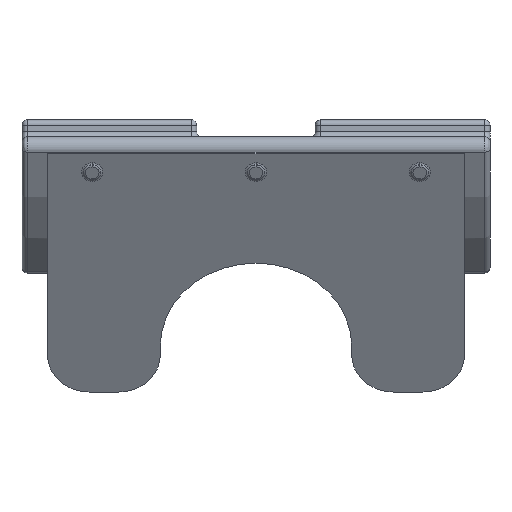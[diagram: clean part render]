
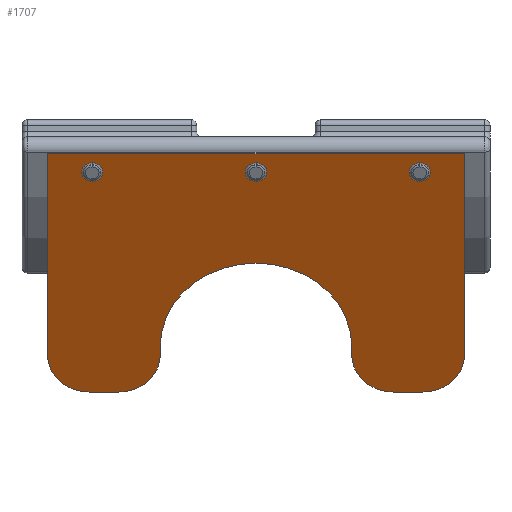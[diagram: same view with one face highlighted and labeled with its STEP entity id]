
A CAD part, front view. The second image highlights one B-rep face of the part: STEP entity #1707.
In plain terms, the highlighted planar face has unit normal (0, -0.866, -0.5).
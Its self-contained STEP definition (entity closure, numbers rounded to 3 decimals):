
#90=FACE_BOUND('',#447,.T.);
#91=FACE_BOUND('',#448,.T.);
#92=FACE_BOUND('',#449,.T.);
#94=PLANE('',#1858);
#123=LINE('',#2831,#220);
#124=LINE('',#2835,#221);
#125=LINE('',#2839,#222);
#126=LINE('',#2843,#223);
#127=LINE('',#2847,#224);
#128=LINE('',#2851,#225);
#129=LINE('',#2852,#226);
#220=VECTOR('',#2185,1000.);
#221=VECTOR('',#2188,1000.);
#222=VECTOR('',#2191,1000.);
#223=VECTOR('',#2194,1000.);
#224=VECTOR('',#2197,1000.);
#225=VECTOR('',#2200,1000.);
#226=VECTOR('',#2201,1000.);
#326=FACE_OUTER_BOUND('',#446,.T.);
#446=EDGE_LOOP('',(#1175,#1176,#1177,#1178,#1179,#1180,#1181,#1182,#1183,
#1184,#1185,#1186));
#447=EDGE_LOOP('',(#1187,#1188));
#448=EDGE_LOOP('',(#1189,#1190));
#449=EDGE_LOOP('',(#1191,#1192));
#573=CIRCLE('',#1838,0.502);
#577=CIRCLE('',#1843,0.502);
#581=CIRCLE('',#1848,0.502);
#588=CIRCLE('',#1859,2.);
#589=CIRCLE('',#1860,2.);
#590=CIRCLE('',#1861,4.5);
#591=CIRCLE('',#1862,2.);
#592=CIRCLE('',#1863,2.);
#593=CIRCLE('',#1864,0.502);
#594=CIRCLE('',#1865,0.502);
#595=CIRCLE('',#1866,0.502);
#735=VERTEX_POINT('',#2790);
#736=VERTEX_POINT('',#2791);
#739=VERTEX_POINT('',#2799);
#740=VERTEX_POINT('',#2800);
#743=VERTEX_POINT('',#2808);
#744=VERTEX_POINT('',#2809);
#747=VERTEX_POINT('',#2829);
#748=VERTEX_POINT('',#2830);
#749=VERTEX_POINT('',#2832);
#750=VERTEX_POINT('',#2834);
#751=VERTEX_POINT('',#2836);
#752=VERTEX_POINT('',#2838);
#753=VERTEX_POINT('',#2840);
#754=VERTEX_POINT('',#2842);
#755=VERTEX_POINT('',#2844);
#756=VERTEX_POINT('',#2846);
#757=VERTEX_POINT('',#2848);
#758=VERTEX_POINT('',#2850);
#886=EDGE_CURVE('',#735,#736,#573,.T.);
#890=EDGE_CURVE('',#739,#740,#577,.T.);
#894=EDGE_CURVE('',#743,#744,#581,.T.);
#907=EDGE_CURVE('',#747,#748,#123,.T.);
#908=EDGE_CURVE('',#748,#749,#588,.T.);
#909=EDGE_CURVE('',#750,#749,#124,.T.);
#910=EDGE_CURVE('',#750,#751,#589,.T.);
#911=EDGE_CURVE('',#751,#752,#125,.T.);
#912=EDGE_CURVE('',#752,#753,#590,.T.);
#913=EDGE_CURVE('',#753,#754,#126,.T.);
#914=EDGE_CURVE('',#754,#755,#591,.T.);
#915=EDGE_CURVE('',#756,#755,#127,.T.);
#916=EDGE_CURVE('',#756,#757,#592,.T.);
#917=EDGE_CURVE('',#758,#757,#128,.T.);
#918=EDGE_CURVE('',#758,#747,#129,.T.);
#919=EDGE_CURVE('',#744,#743,#593,.T.);
#920=EDGE_CURVE('',#740,#739,#594,.T.);
#921=EDGE_CURVE('',#736,#735,#595,.T.);
#1175=ORIENTED_EDGE('',*,*,#907,.T.);
#1176=ORIENTED_EDGE('',*,*,#908,.T.);
#1177=ORIENTED_EDGE('',*,*,#909,.F.);
#1178=ORIENTED_EDGE('',*,*,#910,.T.);
#1179=ORIENTED_EDGE('',*,*,#911,.T.);
#1180=ORIENTED_EDGE('',*,*,#912,.T.);
#1181=ORIENTED_EDGE('',*,*,#913,.T.);
#1182=ORIENTED_EDGE('',*,*,#914,.T.);
#1183=ORIENTED_EDGE('',*,*,#915,.F.);
#1184=ORIENTED_EDGE('',*,*,#916,.T.);
#1185=ORIENTED_EDGE('',*,*,#917,.F.);
#1186=ORIENTED_EDGE('',*,*,#918,.T.);
#1187=ORIENTED_EDGE('',*,*,#919,.T.);
#1188=ORIENTED_EDGE('',*,*,#894,.T.);
#1189=ORIENTED_EDGE('',*,*,#920,.T.);
#1190=ORIENTED_EDGE('',*,*,#890,.T.);
#1191=ORIENTED_EDGE('',*,*,#921,.T.);
#1192=ORIENTED_EDGE('',*,*,#886,.T.);
#1707=ADVANCED_FACE('',(#326,#90,#91,#92),#94,.F.);
#1838=AXIS2_PLACEMENT_3D('',#2792,#2137,#2138);
#1843=AXIS2_PLACEMENT_3D('',#2801,#2147,#2148);
#1848=AXIS2_PLACEMENT_3D('',#2810,#2157,#2158);
#1858=AXIS2_PLACEMENT_3D('',#2828,#2183,#2184);
#1859=AXIS2_PLACEMENT_3D('',#2833,#2186,#2187);
#1860=AXIS2_PLACEMENT_3D('',#2837,#2189,#2190);
#1861=AXIS2_PLACEMENT_3D('',#2841,#2192,#2193);
#1862=AXIS2_PLACEMENT_3D('',#2845,#2195,#2196);
#1863=AXIS2_PLACEMENT_3D('',#2849,#2198,#2199);
#1864=AXIS2_PLACEMENT_3D('',#2853,#2202,#2203);
#1865=AXIS2_PLACEMENT_3D('',#2854,#2204,#2205);
#1866=AXIS2_PLACEMENT_3D('',#2855,#2206,#2207);
#2137=DIRECTION('center_axis',(0.,0.866,0.5));
#2138=DIRECTION('ref_axis',(0.,-0.5,0.866));
#2147=DIRECTION('center_axis',(0.,0.866,0.5));
#2148=DIRECTION('ref_axis',(0.,-0.5,0.866));
#2157=DIRECTION('center_axis',(0.,0.866,0.5));
#2158=DIRECTION('ref_axis',(0.,-0.5,0.866));
#2183=DIRECTION('center_axis',(0.,0.866,0.5));
#2184=DIRECTION('ref_axis',(0.,-0.5,0.866));
#2185=DIRECTION('',(0.,0.5,-0.866));
#2186=DIRECTION('center_axis',(0.,-0.866,-0.5));
#2187=DIRECTION('ref_axis',(0.,-0.5,0.866));
#2188=DIRECTION('',(-1.,0.,0.));
#2189=DIRECTION('center_axis',(0.,-0.866,-0.5));
#2190=DIRECTION('ref_axis',(0.,-0.5,0.866));
#2191=DIRECTION('',(0.,-0.5,0.866));
#2192=DIRECTION('center_axis',(0.,0.866,0.5));
#2193=DIRECTION('ref_axis',(0.,-0.5,0.866));
#2194=DIRECTION('',(0.,0.5,-0.866));
#2195=DIRECTION('center_axis',(0.,-0.866,-0.5));
#2196=DIRECTION('ref_axis',(0.,-0.5,0.866));
#2197=DIRECTION('',(-1.,0.,0.));
#2198=DIRECTION('center_axis',(0.,-0.866,-0.5));
#2199=DIRECTION('ref_axis',(0.,-0.5,0.866));
#2200=DIRECTION('',(0.,0.5,-0.866));
#2201=DIRECTION('',(-1.,0.,0.));
#2202=DIRECTION('center_axis',(0.,0.866,0.5));
#2203=DIRECTION('ref_axis',(0.,-0.5,0.866));
#2204=DIRECTION('center_axis',(0.,0.866,0.5));
#2205=DIRECTION('ref_axis',(0.,-0.5,0.866));
#2206=DIRECTION('center_axis',(0.,0.866,0.5));
#2207=DIRECTION('ref_axis',(0.,-0.5,0.866));
#2790=CARTESIAN_POINT('',(-7.7,-6.138,0.71));
#2791=CARTESIAN_POINT('',(-7.7,-6.64,1.579));
#2792=CARTESIAN_POINT('Origin',(-7.7,-6.389,1.145));
#2799=CARTESIAN_POINT('',(0.,-6.138,0.71));
#2800=CARTESIAN_POINT('',(0.,-6.64,1.579));
#2801=CARTESIAN_POINT('Origin',(0.,-6.389,1.145));
#2808=CARTESIAN_POINT('',(7.7,-6.138,0.71));
#2809=CARTESIAN_POINT('',(7.7,-6.64,1.579));
#2810=CARTESIAN_POINT('Origin',(7.7,-6.389,1.145));
#2828=CARTESIAN_POINT('Origin',(9.8,-0.416,-9.2));
#2829=CARTESIAN_POINT('',(-9.8,-6.889,2.011));
#2830=CARTESIAN_POINT('',(-9.8,-1.416,-7.468));
#2831=CARTESIAN_POINT('',(-9.8,-0.416,-9.2));
#2832=CARTESIAN_POINT('',(-7.8,-0.416,-9.2));
#2833=CARTESIAN_POINT('Origin',(-7.8,-1.416,-7.468));
#2834=CARTESIAN_POINT('',(-6.5,-0.416,-9.2));
#2835=CARTESIAN_POINT('',(9.8,-0.416,-9.2));
#2836=CARTESIAN_POINT('',(-4.5,-1.416,-7.468));
#2837=CARTESIAN_POINT('Origin',(-6.5,-1.416,-7.468));
#2838=CARTESIAN_POINT('',(-4.5,-1.666,-7.035));
#2839=CARTESIAN_POINT('',(-4.5,-1.666,-7.035));
#2840=CARTESIAN_POINT('',(4.5,-1.666,-7.035));
#2841=CARTESIAN_POINT('Origin',(0.,-1.666,-7.035));
#2842=CARTESIAN_POINT('',(4.5,-1.416,-7.468));
#2843=CARTESIAN_POINT('',(4.5,-0.416,-9.2));
#2844=CARTESIAN_POINT('',(6.5,-0.416,-9.2));
#2845=CARTESIAN_POINT('Origin',(6.5,-1.416,-7.468));
#2846=CARTESIAN_POINT('',(7.8,-0.416,-9.2));
#2847=CARTESIAN_POINT('',(9.8,-0.416,-9.2));
#2848=CARTESIAN_POINT('',(9.8,-1.416,-7.468));
#2849=CARTESIAN_POINT('Origin',(7.8,-1.416,-7.468));
#2850=CARTESIAN_POINT('',(9.8,-6.889,2.011));
#2851=CARTESIAN_POINT('',(9.8,-0.416,-9.2));
#2852=CARTESIAN_POINT('',(9.8,-6.889,2.011));
#2853=CARTESIAN_POINT('Origin',(7.7,-6.389,1.145));
#2854=CARTESIAN_POINT('Origin',(0.,-6.389,1.145));
#2855=CARTESIAN_POINT('Origin',(-7.7,-6.389,1.145));
